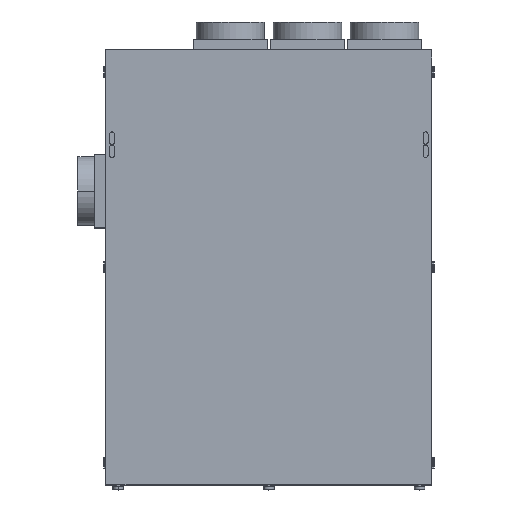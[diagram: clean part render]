
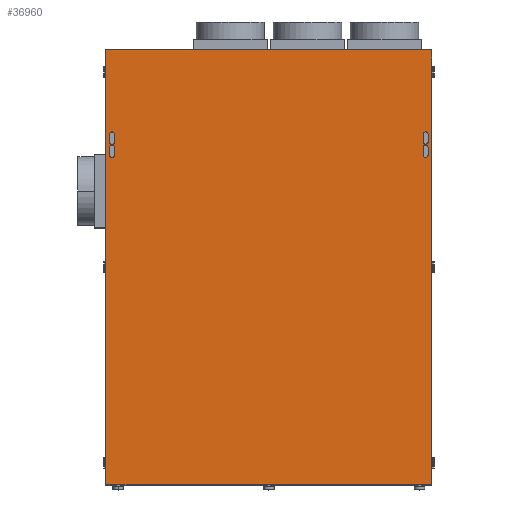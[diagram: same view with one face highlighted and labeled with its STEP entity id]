
A CAD part, top view. The second image highlights one B-rep face of the part: STEP entity #36960.
In plain terms, the highlighted planar face has unit normal (0, 0, 1).
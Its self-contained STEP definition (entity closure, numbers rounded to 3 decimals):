
#10470=CARTESIAN_POINT('',(749.5,999.,42.));
#10480=VERTEX_POINT('',#10470);
#10530=CARTESIAN_POINT('',(-749.5,999.,42.));
#10540=DIRECTION('',(1.,0.,0.));
#10550=VECTOR('',#10540,1.);
#10560=LINE('',#10530,#10550);
#10570=CARTESIAN_POINT('',(-749.5,999.,42.));
#10580=VERTEX_POINT('',#10570);
#10590=EDGE_CURVE('',#10580,#10480,#10560,.T.);
#19340=CARTESIAN_POINT('',(749.5,-1002.,42.));
#19350=VERTEX_POINT('',#19340);
#19430=CARTESIAN_POINT('',(-749.5,-1002.,42.));
#19440=VERTEX_POINT('',#19430);
#19470=CARTESIAN_POINT('',(0.,-1002.,42.));
#19480=DIRECTION('',(1.,0.,0.));
#19490=VECTOR('',#19480,1.);
#19500=LINE('',#19470,#19490);
#19510=EDGE_CURVE('',#19440,#19350,#19500,.T.);
#33700=CARTESIAN_POINT('',(749.5,0.,42.));
#33710=DIRECTION('',(0.,-1.,0.));
#33720=VECTOR('',#33710,1.);
#33730=LINE('',#33700,#33720);
#33740=EDGE_CURVE('',#10480,#19350,#33730,.T.);
#35360=CARTESIAN_POINT('',(749.5,999.,42.));
#35370=DIRECTION('',(0.,0.,-1.));
#35380=DIRECTION('',(1.,0.,0.));
#35390=AXIS2_PLACEMENT_3D('',#35360,#35370,#35380);
#35400=PLANE('',#35390);
#35410=CARTESIAN_POINT('',(-733.,0.,42.));
#35420=DIRECTION('',(0.,1.,0.));
#35430=VECTOR('',#35420,1.);
#35440=LINE('',#35410,#35430);
#35450=CARTESIAN_POINT('',(-733.,516.306,42.));
#35460=VERTEX_POINT('',#35450);
#35470=CARTESIAN_POINT('',(-733.,550.306,42.));
#35480=VERTEX_POINT('',#35470);
#35490=EDGE_CURVE('',#35460,#35480,#35440,.T.);
#35500=ORIENTED_EDGE('',*,*,#35490,.T.);
#35510=CARTESIAN_POINT('',(-721.5,516.306,42.));
#35520=DIRECTION('',(0.,0.,-1.));
#35530=DIRECTION('',(0.,1.,0.));
#35540=AXIS2_PLACEMENT_3D('',#35510,#35520,#35530);
#35550=CIRCLE('',#35540,11.5);
#35560=CARTESIAN_POINT('',(-710.,516.306,42.));
#35570=VERTEX_POINT('',#35560);
#35580=EDGE_CURVE('',#35570,#35460,#35550,.T.);
#35590=ORIENTED_EDGE('',*,*,#35580,.T.);
#35600=CARTESIAN_POINT('',(-710.,0.,42.));
#35610=DIRECTION('',(0.,-1.,0.));
#35620=VECTOR('',#35610,1.);
#35630=LINE('',#35600,#35620);
#35640=CARTESIAN_POINT('',(-710.,550.306,42.));
#35650=VERTEX_POINT('',#35640);
#35660=EDGE_CURVE('',#35650,#35570,#35630,.T.);
#35670=ORIENTED_EDGE('',*,*,#35660,.T.);
#35680=CARTESIAN_POINT('',(-721.5,550.306,42.));
#35690=DIRECTION('',(0.,0.,-1.));
#35700=DIRECTION('',(0.,1.,0.));
#35710=AXIS2_PLACEMENT_3D('',#35680,#35690,#35700);
#35720=CIRCLE('',#35710,11.5);
#35730=EDGE_CURVE('',#35480,#35650,#35720,.T.);
#35740=ORIENTED_EDGE('',*,*,#35730,.T.);
#35750=EDGE_LOOP('',(#35740,#35670,#35590,#35500));
#35760=FACE_BOUND('',#35750,.T.);
#35770=CARTESIAN_POINT('',(721.5,550.306,42.));
#35780=DIRECTION('',(0.,0.,-1.));
#35790=DIRECTION('',(0.,1.,0.));
#35800=AXIS2_PLACEMENT_3D('',#35770,#35780,#35790);
#35810=CIRCLE('',#35800,11.5);
#35820=CARTESIAN_POINT('',(710.,550.306,42.));
#35830=VERTEX_POINT('',#35820);
#35840=CARTESIAN_POINT('',(733.,550.306,42.));
#35850=VERTEX_POINT('',#35840);
#35860=EDGE_CURVE('',#35830,#35850,#35810,.T.);
#35870=ORIENTED_EDGE('',*,*,#35860,.T.);
#35880=CARTESIAN_POINT('',(710.,0.,42.));
#35890=DIRECTION('',(0.,1.,0.));
#35900=VECTOR('',#35890,1.);
#35910=LINE('',#35880,#35900);
#35920=CARTESIAN_POINT('',(710.,516.306,42.));
#35930=VERTEX_POINT('',#35920);
#35940=EDGE_CURVE('',#35930,#35830,#35910,.T.);
#35950=ORIENTED_EDGE('',*,*,#35940,.T.);
#35960=CARTESIAN_POINT('',(721.5,516.306,42.));
#35970=DIRECTION('',(0.,0.,-1.));
#35980=DIRECTION('',(0.,1.,0.));
#35990=AXIS2_PLACEMENT_3D('',#35960,#35970,#35980);
#36000=CIRCLE('',#35990,11.5);
#36010=CARTESIAN_POINT('',(733.,516.306,42.));
#36020=VERTEX_POINT('',#36010);
#36030=EDGE_CURVE('',#36020,#35930,#36000,.T.);
#36040=ORIENTED_EDGE('',*,*,#36030,.T.);
#36050=CARTESIAN_POINT('',(733.,0.,42.));
#36060=DIRECTION('',(0.,-1.,0.));
#36070=VECTOR('',#36060,1.);
#36080=LINE('',#36050,#36070);
#36090=EDGE_CURVE('',#35850,#36020,#36080,.T.);
#36100=ORIENTED_EDGE('',*,*,#36090,.T.);
#36110=EDGE_LOOP('',(#36100,#36040,#35950,#35870));
#36120=FACE_BOUND('',#36110,.T.);
#36130=CARTESIAN_POINT('',(733.,0.,42.));
#36140=DIRECTION('',(0.,-1.,0.));
#36150=VECTOR('',#36140,1.);
#36160=LINE('',#36130,#36150);
#36170=CARTESIAN_POINT('',(733.,610.306,42.));
#36180=VERTEX_POINT('',#36170);
#36190=CARTESIAN_POINT('',(733.,576.306,42.));
#36200=VERTEX_POINT('',#36190);
#36210=EDGE_CURVE('',#36180,#36200,#36160,.T.);
#36220=ORIENTED_EDGE('',*,*,#36210,.T.);
#36230=CARTESIAN_POINT('',(721.5,610.306,42.));
#36240=DIRECTION('',(0.,0.,-1.));
#36250=DIRECTION('',(0.,1.,0.));
#36260=AXIS2_PLACEMENT_3D('',#36230,#36240,#36250);
#36270=CIRCLE('',#36260,11.5);
#36280=CARTESIAN_POINT('',(710.,610.306,42.));
#36290=VERTEX_POINT('',#36280);
#36300=EDGE_CURVE('',#36290,#36180,#36270,.T.);
#36310=ORIENTED_EDGE('',*,*,#36300,.T.);
#36320=CARTESIAN_POINT('',(710.,0.,42.));
#36330=DIRECTION('',(0.,1.,0.));
#36340=VECTOR('',#36330,1.);
#36350=LINE('',#36320,#36340);
#36360=CARTESIAN_POINT('',(710.,576.306,42.));
#36370=VERTEX_POINT('',#36360);
#36380=EDGE_CURVE('',#36370,#36290,#36350,.T.);
#36390=ORIENTED_EDGE('',*,*,#36380,.T.);
#36400=CARTESIAN_POINT('',(721.5,576.306,42.));
#36410=DIRECTION('',(0.,0.,-1.));
#36420=DIRECTION('',(0.,1.,0.));
#36430=AXIS2_PLACEMENT_3D('',#36400,#36410,#36420);
#36440=CIRCLE('',#36430,11.5);
#36450=EDGE_CURVE('',#36200,#36370,#36440,.T.);
#36460=ORIENTED_EDGE('',*,*,#36450,.T.);
#36470=EDGE_LOOP('',(#36460,#36390,#36310,#36220));
#36480=FACE_BOUND('',#36470,.T.);
#36490=CARTESIAN_POINT('',(-721.5,576.306,42.));
#36500=DIRECTION('',(0.,0.,-1.));
#36510=DIRECTION('',(0.,1.,0.));
#36520=AXIS2_PLACEMENT_3D('',#36490,#36500,#36510);
#36530=CIRCLE('',#36520,11.5);
#36540=CARTESIAN_POINT('',(-710.,576.306,42.));
#36550=VERTEX_POINT('',#36540);
#36560=CARTESIAN_POINT('',(-733.,576.306,42.));
#36570=VERTEX_POINT('',#36560);
#36580=EDGE_CURVE('',#36550,#36570,#36530,.T.);
#36590=ORIENTED_EDGE('',*,*,#36580,.T.);
#36600=CARTESIAN_POINT('',(-710.,0.,42.));
#36610=DIRECTION('',(0.,-1.,0.));
#36620=VECTOR('',#36610,1.);
#36630=LINE('',#36600,#36620);
#36640=CARTESIAN_POINT('',(-710.,610.306,42.));
#36650=VERTEX_POINT('',#36640);
#36660=EDGE_CURVE('',#36650,#36550,#36630,.T.);
#36670=ORIENTED_EDGE('',*,*,#36660,.T.);
#36680=CARTESIAN_POINT('',(-721.5,610.306,42.));
#36690=DIRECTION('',(0.,0.,-1.));
#36700=DIRECTION('',(0.,1.,0.));
#36710=AXIS2_PLACEMENT_3D('',#36680,#36690,#36700);
#36720=CIRCLE('',#36710,11.5);
#36730=CARTESIAN_POINT('',(-733.,610.306,42.));
#36740=VERTEX_POINT('',#36730);
#36750=EDGE_CURVE('',#36740,#36650,#36720,.T.);
#36760=ORIENTED_EDGE('',*,*,#36750,.T.);
#36770=CARTESIAN_POINT('',(-733.,0.,42.));
#36780=DIRECTION('',(0.,1.,0.));
#36790=VECTOR('',#36780,1.);
#36800=LINE('',#36770,#36790);
#36810=EDGE_CURVE('',#36570,#36740,#36800,.T.);
#36820=ORIENTED_EDGE('',*,*,#36810,.T.);
#36830=EDGE_LOOP('',(#36820,#36760,#36670,#36590));
#36840=FACE_BOUND('',#36830,.T.);
#36850=ORIENTED_EDGE('',*,*,#10590,.F.);
#36860=ORIENTED_EDGE('',*,*,#33740,.F.);
#36870=ORIENTED_EDGE('',*,*,#19510,.T.);
#36880=CARTESIAN_POINT('',(-749.5,0.,42.));
#36890=DIRECTION('',(0.,-1.,0.));
#36900=VECTOR('',#36890,1.);
#36910=LINE('',#36880,#36900);
#36920=EDGE_CURVE('',#10580,#19440,#36910,.T.);
#36930=ORIENTED_EDGE('',*,*,#36920,.T.);
#36940=EDGE_LOOP('',(#36930,#36870,#36860,#36850));
#36950=FACE_OUTER_BOUND('',#36940,.T.);
#36960=ADVANCED_FACE('',(#35760,#36120,#36480,#36840,#36950),#35400,.F.)
;
